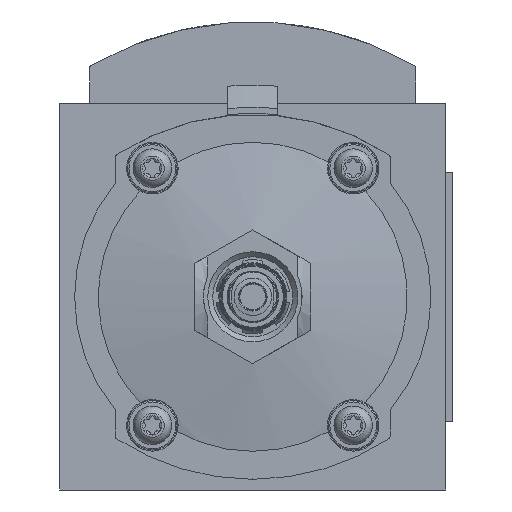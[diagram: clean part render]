
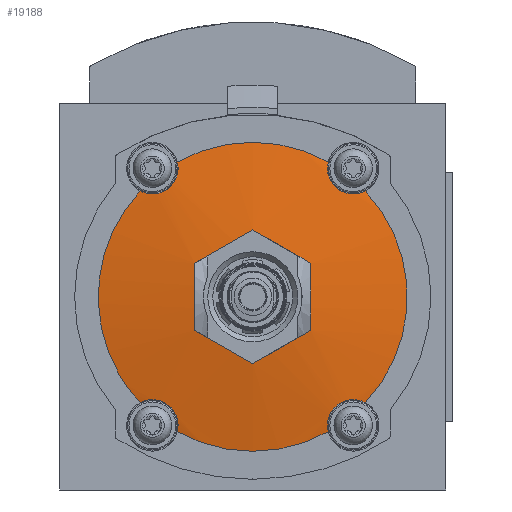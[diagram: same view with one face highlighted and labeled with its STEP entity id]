
A CAD part, front view. The second image highlights one B-rep face of the part: STEP entity #19188.
In plain terms, the highlighted spherical face has radius 160 mm.
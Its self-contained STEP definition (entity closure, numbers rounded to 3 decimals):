
#94=SPHERICAL_SURFACE('',#20093,160.);
#736=CIRCLE('',#20094,35.989);
#737=CIRCLE('',#20095,35.989);
#738=CIRCLE('',#20096,35.989);
#739=CIRCLE('',#20097,35.989);
#740=CIRCLE('',#20098,159.429);
#741=CIRCLE('',#20099,159.429);
#742=CIRCLE('',#20100,159.429);
#743=CIRCLE('',#20101,159.429);
#744=CIRCLE('',#20102,159.429);
#745=CIRCLE('',#20103,159.429);
#4107=ORIENTED_EDGE('',*,*,#8122,.F.);
#4108=ORIENTED_EDGE('',*,*,#8123,.T.);
#4109=ORIENTED_EDGE('',*,*,#8124,.F.);
#4110=ORIENTED_EDGE('',*,*,#8125,.T.);
#4111=ORIENTED_EDGE('',*,*,#8126,.F.);
#4112=ORIENTED_EDGE('',*,*,#8127,.T.);
#4113=ORIENTED_EDGE('',*,*,#8128,.F.);
#4114=ORIENTED_EDGE('',*,*,#8129,.T.);
#4115=ORIENTED_EDGE('',*,*,#8130,.F.);
#4116=ORIENTED_EDGE('',*,*,#8131,.F.);
#4117=ORIENTED_EDGE('',*,*,#8132,.F.);
#4118=ORIENTED_EDGE('',*,*,#8133,.F.);
#4119=ORIENTED_EDGE('',*,*,#8134,.F.);
#4120=ORIENTED_EDGE('',*,*,#8135,.F.);
#8122=EDGE_CURVE('',#10113,#10114,#736,.T.);
#8123=EDGE_CURVE('',#10113,#10115,#11415,.T.);
#8124=EDGE_CURVE('',#10116,#10115,#737,.T.);
#8125=EDGE_CURVE('',#10116,#10117,#11416,.T.);
#8126=EDGE_CURVE('',#10118,#10117,#738,.T.);
#8127=EDGE_CURVE('',#10118,#10119,#11417,.T.);
#8128=EDGE_CURVE('',#10120,#10119,#739,.T.);
#8129=EDGE_CURVE('',#10120,#10114,#11418,.T.);
#8130=EDGE_CURVE('',#10121,#10122,#740,.F.);
#8131=EDGE_CURVE('',#10123,#10121,#741,.F.);
#8132=EDGE_CURVE('',#10124,#10123,#742,.F.);
#8133=EDGE_CURVE('',#10125,#10124,#743,.F.);
#8134=EDGE_CURVE('',#10126,#10125,#744,.F.);
#8135=EDGE_CURVE('',#10122,#10126,#745,.F.);
#10113=VERTEX_POINT('',#26346);
#10114=VERTEX_POINT('',#26347);
#10115=VERTEX_POINT('',#26355);
#10116=VERTEX_POINT('',#26357);
#10117=VERTEX_POINT('',#26365);
#10118=VERTEX_POINT('',#26367);
#10119=VERTEX_POINT('',#26375);
#10120=VERTEX_POINT('',#26377);
#10121=VERTEX_POINT('',#26386);
#10122=VERTEX_POINT('',#26387);
#10123=VERTEX_POINT('',#26389);
#10124=VERTEX_POINT('',#26391);
#10125=VERTEX_POINT('',#26393);
#10126=VERTEX_POINT('',#26395);
#11415=B_SPLINE_CURVE_WITH_KNOTS('',3,(#26348,#26349,#26350,#26351,#26352,
#26353,#26354),.UNSPECIFIED.,.F.,.F.,(4,1,1,1,4),(0.,0.003,
0.007,0.01,0.014),.UNSPECIFIED.);
#11416=B_SPLINE_CURVE_WITH_KNOTS('',3,(#26358,#26359,#26360,#26361,#26362,
#26363,#26364),.UNSPECIFIED.,.F.,.F.,(4,1,1,1,4),(0.,0.003,
0.007,0.01,0.014),
 .UNSPECIFIED.);
#11417=B_SPLINE_CURVE_WITH_KNOTS('',3,(#26368,#26369,#26370,#26371,#26372,
#26373,#26374),.UNSPECIFIED.,.F.,.F.,(4,1,1,1,4),(0.,0.003,
0.007,0.01,0.014),
 .UNSPECIFIED.);
#11418=B_SPLINE_CURVE_WITH_KNOTS('',3,(#26378,#26379,#26380,#26381,#26382,
#26383,#26384),.UNSPECIFIED.,.F.,.F.,(4,1,1,1,4),(0.,0.003,
0.007,0.01,0.014),
 .UNSPECIFIED.);
#11528=EDGE_LOOP('',(#4107,#4108,#4109,#4110,#4111,#4112,#4113,#4114));
#11529=EDGE_LOOP('',(#4115,#4116,#4117,#4118,#4119,#4120));
#12541=FACE_BOUND('',#11528,.T.);
#12542=FACE_BOUND('',#11529,.T.);
#19188=ADVANCED_FACE('',(#12541,#12542),#94,.T.);
#20093=AXIS2_PLACEMENT_3D('',#26344,#21748,#21749);
#20094=AXIS2_PLACEMENT_3D('',#26345,#21750,#21751);
#20095=AXIS2_PLACEMENT_3D('',#26356,#21752,#21753);
#20096=AXIS2_PLACEMENT_3D('',#26366,#21754,#21755);
#20097=AXIS2_PLACEMENT_3D('',#26376,#21756,#21757);
#20098=AXIS2_PLACEMENT_3D('',#26385,#21758,#21759);
#20099=AXIS2_PLACEMENT_3D('',#26388,#21760,#21761);
#20100=AXIS2_PLACEMENT_3D('',#26390,#21762,#21763);
#20101=AXIS2_PLACEMENT_3D('',#26392,#21764,#21765);
#20102=AXIS2_PLACEMENT_3D('',#26394,#21766,#21767);
#20103=AXIS2_PLACEMENT_3D('',#26396,#21768,#21769);
#21748=DIRECTION('',(0.,-1.,0.));
#21749=DIRECTION('',(-1.,0.,0.));
#21750=DIRECTION('',(0.,1.,0.));
#21751=DIRECTION('',(0.,0.,1.));
#21752=DIRECTION('',(0.,1.,0.));
#21753=DIRECTION('',(0.,0.,1.));
#21754=DIRECTION('',(0.,1.,0.));
#21755=DIRECTION('',(0.,0.,1.));
#21756=DIRECTION('',(0.,1.,0.));
#21757=DIRECTION('',(0.,0.,1.));
#21758=DIRECTION('',(0.5,0.,0.866));
#21759=DIRECTION('',(0.866,0.,-0.5));
#21760=DIRECTION('',(1.,0.,0.));
#21761=DIRECTION('',(0.,0.,-1.));
#21762=DIRECTION('',(0.5,0.,-0.866));
#21763=DIRECTION('',(-0.866,0.,-0.5));
#21764=DIRECTION('',(-0.5,0.,-0.866));
#21765=DIRECTION('',(-0.866,0.,0.5));
#21766=DIRECTION('',(-1.,0.,0.));
#21767=DIRECTION('',(0.,0.,1.));
#21768=DIRECTION('',(-0.5,0.,0.866));
#21769=DIRECTION('',(0.866,0.,0.5));
#26344=CARTESIAN_POINT('',(0.,-93.1,0.));
#26345=CARTESIAN_POINT('',(0.,-249.,0.));
#26346=CARTESIAN_POINT('',(26.22,-249.,24.651));
#26347=CARTESIAN_POINT('',(26.22,-249.,-24.651));
#26348=CARTESIAN_POINT('',(26.22,-249.,24.651));
#26349=CARTESIAN_POINT('',(25.208,-249.256,24.111));
#26350=CARTESIAN_POINT('',(22.893,-249.695,23.624));
#26351=CARTESIAN_POINT('',(19.485,-249.953,24.936));
#26352=CARTESIAN_POINT('',(17.386,-249.696,27.922));
#26353=CARTESIAN_POINT('',(17.296,-249.256,30.292));
#26354=CARTESIAN_POINT('',(17.576,-249.,31.405));
#26355=CARTESIAN_POINT('',(17.576,-249.,31.405));
#26356=CARTESIAN_POINT('',(0.,-249.,0.));
#26357=CARTESIAN_POINT('',(-17.576,-249.,31.405));
#26358=CARTESIAN_POINT('',(-17.576,-249.,31.405));
#26359=CARTESIAN_POINT('',(-17.296,-249.256,30.292));
#26360=CARTESIAN_POINT('',(-17.384,-249.695,27.929));
#26361=CARTESIAN_POINT('',(-19.481,-249.953,24.939));
#26362=CARTESIAN_POINT('',(-22.886,-249.696,23.624));
#26363=CARTESIAN_POINT('',(-25.208,-249.256,24.111));
#26364=CARTESIAN_POINT('',(-26.22,-249.,24.651));
#26365=CARTESIAN_POINT('',(-26.22,-249.,24.651));
#26366=CARTESIAN_POINT('',(0.,-249.,0.));
#26367=CARTESIAN_POINT('',(-26.22,-249.,-24.651));
#26368=CARTESIAN_POINT('',(-26.22,-249.,-24.651));
#26369=CARTESIAN_POINT('',(-25.208,-249.256,-24.111));
#26370=CARTESIAN_POINT('',(-22.893,-249.695,-23.624));
#26371=CARTESIAN_POINT('',(-19.485,-249.953,-24.936));
#26372=CARTESIAN_POINT('',(-17.386,-249.696,-27.922));
#26373=CARTESIAN_POINT('',(-17.296,-249.256,-30.292));
#26374=CARTESIAN_POINT('',(-17.576,-249.,-31.405));
#26375=CARTESIAN_POINT('',(-17.576,-249.,-31.405));
#26376=CARTESIAN_POINT('',(0.,-249.,0.));
#26377=CARTESIAN_POINT('',(17.576,-249.,-31.405));
#26378=CARTESIAN_POINT('',(17.576,-249.,-31.405));
#26379=CARTESIAN_POINT('',(17.296,-249.256,-30.292));
#26380=CARTESIAN_POINT('',(17.384,-249.695,-27.929));
#26381=CARTESIAN_POINT('',(19.481,-249.953,-24.939));
#26382=CARTESIAN_POINT('',(22.886,-249.696,-23.624));
#26383=CARTESIAN_POINT('',(25.208,-249.256,-24.111));
#26384=CARTESIAN_POINT('',(26.22,-249.,-24.651));
#26385=CARTESIAN_POINT('',(6.75,-93.1,11.691));
#26386=CARTESIAN_POINT('',(13.5,-252.339,7.794));
#26387=CARTESIAN_POINT('',(0.,-252.339,15.588));
#26388=CARTESIAN_POINT('',(13.5,-93.1,0.));
#26389=CARTESIAN_POINT('',(13.5,-252.339,-7.794));
#26390=CARTESIAN_POINT('',(6.75,-93.1,-11.691));
#26391=CARTESIAN_POINT('',(0.,-252.339,-15.588));
#26392=CARTESIAN_POINT('',(-6.75,-93.1,-11.691));
#26393=CARTESIAN_POINT('',(-13.5,-252.339,-7.794));
#26394=CARTESIAN_POINT('',(-13.5,-93.1,0.));
#26395=CARTESIAN_POINT('',(-13.5,-252.339,7.794));
#26396=CARTESIAN_POINT('',(-6.75,-93.1,11.691));
